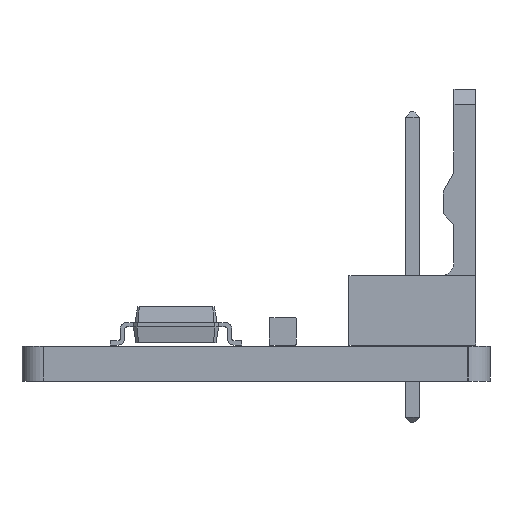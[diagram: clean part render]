
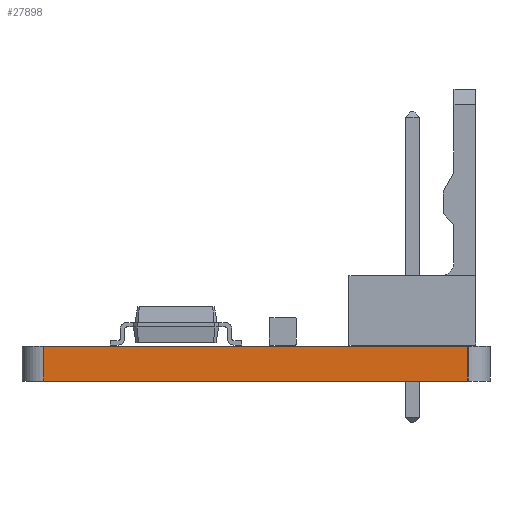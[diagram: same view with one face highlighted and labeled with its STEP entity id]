
A CAD part, left-side view. The second image highlights one B-rep face of the part: STEP entity #27898.
In plain terms, the highlighted planar face has unit normal (-1, 0, 0).
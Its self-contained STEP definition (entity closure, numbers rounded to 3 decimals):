
#26790 = PLANE('',#26791);
#26791 = AXIS2_PLACEMENT_3D('',#26792,#26793,#26794);
#26792 = CARTESIAN_POINT('',(178.48,-68.58,1.6));
#26793 = DIRECTION('',(0.,0.,-1.));
#26794 = DIRECTION('',(-1.,0.,0.));
#26818 = CYLINDRICAL_SURFACE('',#26819,1.);
#26819 = AXIS2_PLACEMENT_3D('',#26820,#26821,#26822);
#26820 = CARTESIAN_POINT('',(158.48,-69.58,0.));
#26821 = DIRECTION('',(0.,0.,-1.));
#26822 = DIRECTION('',(1.,0.,0.));
#26844 = PLANE('',#26845);
#26845 = AXIS2_PLACEMENT_3D('',#26846,#26847,#26848);
#26846 = CARTESIAN_POINT('',(178.48,-68.58,0.));
#26847 = DIRECTION('',(0.,0.,-1.));
#26848 = DIRECTION('',(-1.,0.,0.));
#26947 = VERTEX_POINT('',#26948);
#26948 = CARTESIAN_POINT('',(157.48,-69.58,1.6));
#26974 = EDGE_CURVE('',#26975,#26947,#26977,.T.);
#26975 = VERTEX_POINT('',#26976);
#26976 = CARTESIAN_POINT('',(157.48,-69.58,0.));
#26977 = SURFACE_CURVE('',#26978,(#26982,#26989),.PCURVE_S1.);
#26978 = LINE('',#26979,#26980);
#26979 = CARTESIAN_POINT('',(157.48,-69.58,0.));
#26980 = VECTOR('',#26981,1.);
#26981 = DIRECTION('',(0.,0.,1.));
#26982 = PCURVE('',#26818,#26983);
#26983 = DEFINITIONAL_REPRESENTATION('',(#26984),#26988);
#26984 = LINE('',#26985,#26986);
#26985 = CARTESIAN_POINT('',(-3.142,0.));
#26986 = VECTOR('',#26987,1.);
#26987 = DIRECTION('',(0.,-1.));
#26988 = ( GEOMETRIC_REPRESENTATION_CONTEXT(2) 
PARAMETRIC_REPRESENTATION_CONTEXT() REPRESENTATION_CONTEXT('2D SPACE',''
  ) );
#26989 = PCURVE('',#26990,#26995);
#26990 = PLANE('',#26991);
#26991 = AXIS2_PLACEMENT_3D('',#26992,#26993,#26994);
#26992 = CARTESIAN_POINT('',(157.48,-69.58,0.));
#26993 = DIRECTION('',(1.,0.,0.));
#26994 = DIRECTION('',(0.,-1.,0.));
#26995 = DEFINITIONAL_REPRESENTATION('',(#26996),#27000);
#26996 = LINE('',#26997,#26998);
#26997 = CARTESIAN_POINT('',(0.,0.));
#26998 = VECTOR('',#26999,1.);
#26999 = DIRECTION('',(0.,-1.));
#27000 = ( GEOMETRIC_REPRESENTATION_CONTEXT(2) 
PARAMETRIC_REPRESENTATION_CONTEXT() REPRESENTATION_CONTEXT('2D SPACE',''
  ) );
#27151 = VERTEX_POINT('',#27152);
#27152 = CARTESIAN_POINT('',(157.48,-88.972,0.));
#27166 = PLANE('',#27167);
#27167 = AXIS2_PLACEMENT_3D('',#27168,#27169,#27170);
#27168 = CARTESIAN_POINT('',(157.48,-88.972,0.));
#27169 = DIRECTION('',(1.,0.,0.));
#27170 = DIRECTION('',(0.,-1.,0.));
#27178 = EDGE_CURVE('',#26975,#27151,#27179,.T.);
#27179 = SURFACE_CURVE('',#27180,(#27184,#27191),.PCURVE_S1.);
#27180 = LINE('',#27181,#27182);
#27181 = CARTESIAN_POINT('',(157.48,-69.58,0.));
#27182 = VECTOR('',#27183,1.);
#27183 = DIRECTION('',(0.,-1.,0.));
#27184 = PCURVE('',#26844,#27185);
#27185 = DEFINITIONAL_REPRESENTATION('',(#27186),#27190);
#27186 = LINE('',#27187,#27188);
#27187 = CARTESIAN_POINT('',(21.,-1.));
#27188 = VECTOR('',#27189,1.);
#27189 = DIRECTION('',(0.,-1.));
#27190 = ( GEOMETRIC_REPRESENTATION_CONTEXT(2) 
PARAMETRIC_REPRESENTATION_CONTEXT() REPRESENTATION_CONTEXT('2D SPACE',''
  ) );
#27191 = PCURVE('',#26990,#27192);
#27192 = DEFINITIONAL_REPRESENTATION('',(#27193),#27197);
#27193 = LINE('',#27194,#27195);
#27194 = CARTESIAN_POINT('',(0.,0.));
#27195 = VECTOR('',#27196,1.);
#27196 = DIRECTION('',(1.,0.));
#27197 = ( GEOMETRIC_REPRESENTATION_CONTEXT(2) 
PARAMETRIC_REPRESENTATION_CONTEXT() REPRESENTATION_CONTEXT('2D SPACE',''
  ) );
#27588 = VERTEX_POINT('',#27589);
#27589 = CARTESIAN_POINT('',(157.48,-88.972,1.6));
#27610 = EDGE_CURVE('',#26947,#27588,#27611,.T.);
#27611 = SURFACE_CURVE('',#27612,(#27616,#27623),.PCURVE_S1.);
#27612 = LINE('',#27613,#27614);
#27613 = CARTESIAN_POINT('',(157.48,-69.58,1.6));
#27614 = VECTOR('',#27615,1.);
#27615 = DIRECTION('',(0.,-1.,0.));
#27616 = PCURVE('',#26790,#27617);
#27617 = DEFINITIONAL_REPRESENTATION('',(#27618),#27622);
#27618 = LINE('',#27619,#27620);
#27619 = CARTESIAN_POINT('',(21.,-1.));
#27620 = VECTOR('',#27621,1.);
#27621 = DIRECTION('',(0.,-1.));
#27622 = ( GEOMETRIC_REPRESENTATION_CONTEXT(2) 
PARAMETRIC_REPRESENTATION_CONTEXT() REPRESENTATION_CONTEXT('2D SPACE',''
  ) );
#27623 = PCURVE('',#26990,#27624);
#27624 = DEFINITIONAL_REPRESENTATION('',(#27625),#27629);
#27625 = LINE('',#27626,#27627);
#27626 = CARTESIAN_POINT('',(0.,-1.6));
#27627 = VECTOR('',#27628,1.);
#27628 = DIRECTION('',(1.,0.));
#27629 = ( GEOMETRIC_REPRESENTATION_CONTEXT(2) 
PARAMETRIC_REPRESENTATION_CONTEXT() REPRESENTATION_CONTEXT('2D SPACE',''
  ) );
#27898 = ADVANCED_FACE('',(#27899),#26990,.F.);
#27899 = FACE_BOUND('',#27900,.F.);
#27900 = EDGE_LOOP('',(#27901,#27902,#27903,#27924));
#27901 = ORIENTED_EDGE('',*,*,#26974,.T.);
#27902 = ORIENTED_EDGE('',*,*,#27610,.T.);
#27903 = ORIENTED_EDGE('',*,*,#27904,.F.);
#27904 = EDGE_CURVE('',#27151,#27588,#27905,.T.);
#27905 = SURFACE_CURVE('',#27906,(#27910,#27917),.PCURVE_S1.);
#27906 = LINE('',#27907,#27908);
#27907 = CARTESIAN_POINT('',(157.48,-88.972,0.));
#27908 = VECTOR('',#27909,1.);
#27909 = DIRECTION('',(0.,0.,1.));
#27910 = PCURVE('',#26990,#27911);
#27911 = DEFINITIONAL_REPRESENTATION('',(#27912),#27916);
#27912 = LINE('',#27913,#27914);
#27913 = CARTESIAN_POINT('',(19.392,0.));
#27914 = VECTOR('',#27915,1.);
#27915 = DIRECTION('',(0.,-1.));
#27916 = ( GEOMETRIC_REPRESENTATION_CONTEXT(2) 
PARAMETRIC_REPRESENTATION_CONTEXT() REPRESENTATION_CONTEXT('2D SPACE',''
  ) );
#27917 = PCURVE('',#27166,#27918);
#27918 = DEFINITIONAL_REPRESENTATION('',(#27919),#27923);
#27919 = LINE('',#27920,#27921);
#27920 = CARTESIAN_POINT('',(0.,0.));
#27921 = VECTOR('',#27922,1.);
#27922 = DIRECTION('',(0.,-1.));
#27923 = ( GEOMETRIC_REPRESENTATION_CONTEXT(2) 
PARAMETRIC_REPRESENTATION_CONTEXT() REPRESENTATION_CONTEXT('2D SPACE',''
  ) );
#27924 = ORIENTED_EDGE('',*,*,#27178,.F.);
